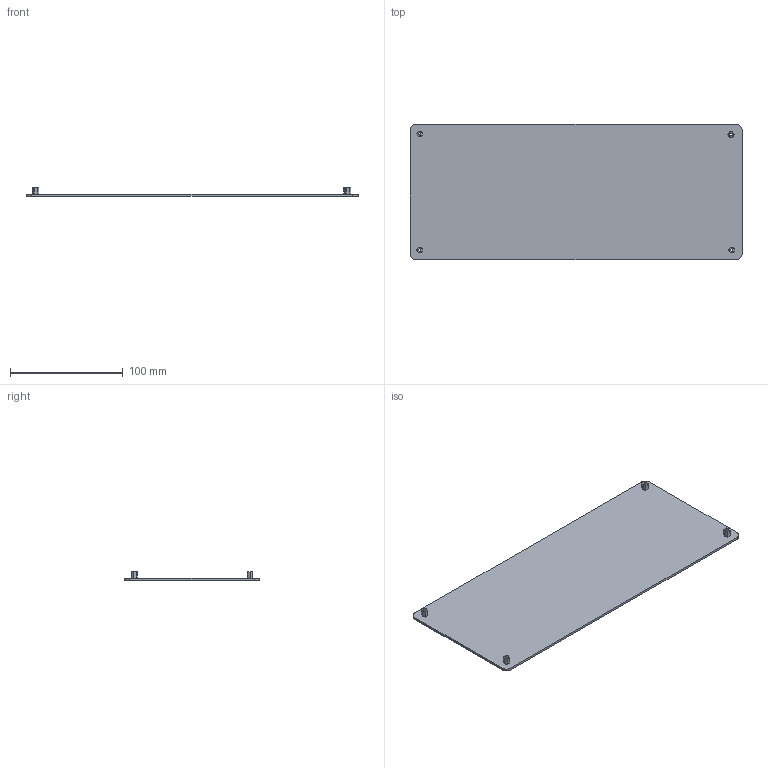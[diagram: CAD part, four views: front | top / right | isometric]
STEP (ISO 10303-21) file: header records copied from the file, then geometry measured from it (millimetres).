
FILE_DESCRIPTION(/* description */ ('STEP AP242','CAx-IF Rec.Pracs.---Representation and Presentation of Product Manufacturing Information (PMI)---4.0---2014-10-13','CAx-IF Rec.Pracs.---3D Tessellated Geometry---0.4---2014-09-14','2;1'),/* implementation_level */ '2;1');
FILE_NAME(/* name */ '68fdf8784678a8730f85c53b',/* time_stamp */ '2025-10-26T10:31:21Z',/* author */ (''),/* organization */ (''),/* preprocessor_version */ 'ST-DEVELOPER v20',/* originating_system */ 'ONSHAPE BY PTC INC, 1.205',/* authorisation */ ' ');
FILE_SCHEMA (('AP242_MANAGED_MODEL_BASED_3D_ENGINEERING_MIM_LF { 1 0 10303 442 1 1 4 }'));
Length unit declared in the file: metre
Products named in the file (1): Part 1
Bounding box: 294.56 x 120.09 x 7.9 mm (x, y, z)
Volume: 70789 mm3; surface area: 73143.2 mm2
Topology: 1 solids, 1 shells, 78 faces, 196 edges, 132 vertices
Faces by surface type: plane 66, cylinder 12
Full cylindrical faces by diameter (mm): 2.1 x4, 5 x4
Entity records: 2278 total; most frequent: CARTESIAN_POINT 391, ORIENTED_EDGE 368, DIRECTION 366, EDGE_CURVE 184, LINE 160, VECTOR 160, VERTEX_POINT 128, EDGE_LOOP 106
